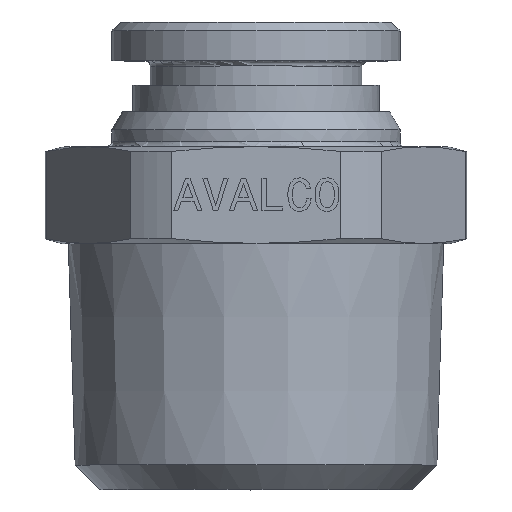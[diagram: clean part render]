
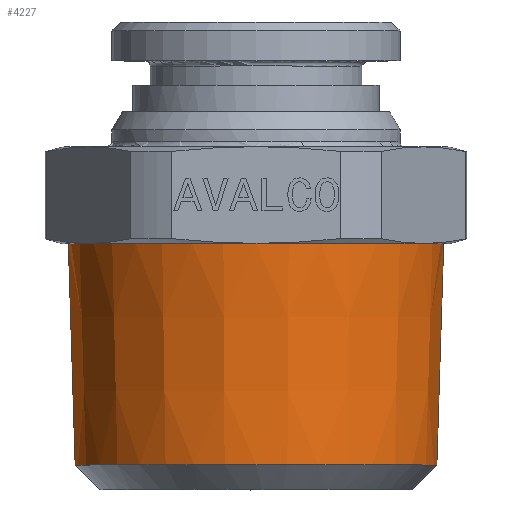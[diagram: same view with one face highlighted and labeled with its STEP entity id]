
A CAD part, top view. The second image highlights one B-rep face of the part: STEP entity #4227.
In plain terms, the highlighted conical face has half-angle 1.78 degrees and reference radius 10.485 mm.
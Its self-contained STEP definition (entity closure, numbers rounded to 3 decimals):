
#2769=CARTESIAN_POINT('Axis2P3D Location',(0.,-12.6,0.)) ;
#2773=CARTESIAN_POINT('Vertex',(-10.289,-12.6,0.)) ;
#2775=CARTESIAN_POINT('Vertex',(10.289,-12.6,0.)) ;
#4197=CARTESIAN_POINT('Axis2P3D Location',(0.,-6.3,0.)) ;
#4202=CARTESIAN_POINT('Axis2P3D Location',(0.,0.,0.)) ;
#4206=CARTESIAN_POINT('Vertex',(10.68,0.,0.)) ;
#4208=CARTESIAN_POINT('Vertex',(-10.68,0.,0.)) ;
#4211=CARTESIAN_POINT('Line Origine',(-15536.174,499583.746,0.)) ;
#4216=CARTESIAN_POINT('Line Origine',(15536.174,499583.746,0.)) ;
#2770=DIRECTION('Axis2P3D Direction',(-0.,1.,0.)) ;
#4198=DIRECTION('Axis2P3D Direction',(0.,1.,0.)) ;
#4199=DIRECTION('Axis2P3D XDirection',(-1.,0.,0.)) ;
#4203=DIRECTION('Axis2P3D Direction',(-0.,1.,0.)) ;
#4212=DIRECTION('Vector Direction',(-0.031,1.,0.)) ;
#4217=DIRECTION('Vector Direction',(0.031,1.,0.)) ;
#2771=AXIS2_PLACEMENT_3D('Circle Axis2P3D',#2769,#2770,$) ;
#4200=AXIS2_PLACEMENT_3D('Cone Axis2P3D',#4197,#4198,#4199) ;
#4204=AXIS2_PLACEMENT_3D('Circle Axis2P3D',#4202,#4203,$) ;
#4222=ORIENTED_EDGE('',*,*,#4210,.T.) ;
#4223=ORIENTED_EDGE('',*,*,#4215,.F.) ;
#4224=ORIENTED_EDGE('',*,*,#2777,.T.) ;
#4225=ORIENTED_EDGE('',*,*,#4220,.T.) ;
#4213=VECTOR('Line Direction',#4212,1.) ;
#4218=VECTOR('Line Direction',#4217,1.) ;
#4227=ADVANCED_FACE('PN510B-10R12',(#4226),#4201,.T.) ;
#2772=CIRCLE('generated circle',#2771,10.289) ;
#4205=CIRCLE('generated circle',#4204,10.68) ;
#4201=CONICAL_SURFACE('Cone',#4200,10.484,0.031) ;
#2777=EDGE_CURVE('',#2774,#2776,#2772,.T.) ;
#4210=EDGE_CURVE('',#4207,#4209,#4205,.F.) ;
#4215=EDGE_CURVE('',#2774,#4209,#4214,.T.) ;
#4220=EDGE_CURVE('',#2776,#4207,#4219,.T.) ;
#4221=EDGE_LOOP('',(#4222,#4223,#4224,#4225)) ;
#4226=FACE_OUTER_BOUND('',#4221,.T.) ;
#4214=LINE('Line',#4211,#4213) ;
#4219=LINE('Line',#4216,#4218) ;
#2774=VERTEX_POINT('',#2773) ;
#2776=VERTEX_POINT('',#2775) ;
#4207=VERTEX_POINT('',#4206) ;
#4209=VERTEX_POINT('',#4208) ;
